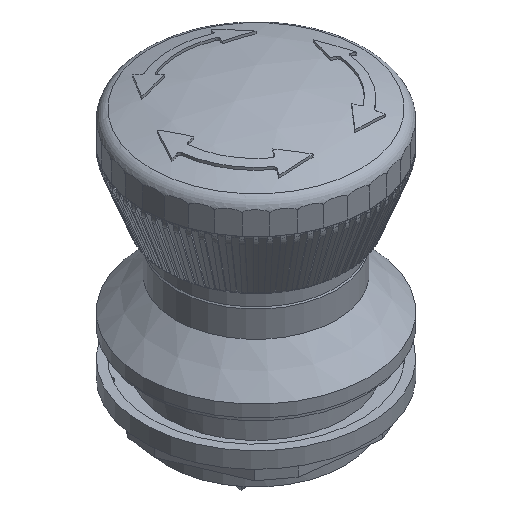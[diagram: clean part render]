
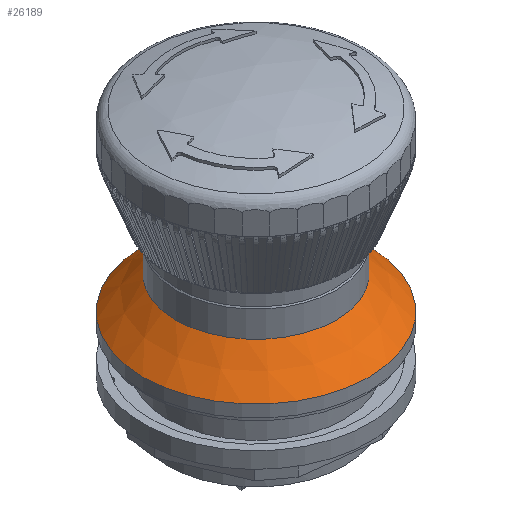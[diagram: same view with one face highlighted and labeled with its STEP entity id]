
A CAD part, isometric view. The second image highlights one B-rep face of the part: STEP entity #26189.
In plain terms, the highlighted conical face has half-angle 45 degrees and reference radius 11.963 mm.
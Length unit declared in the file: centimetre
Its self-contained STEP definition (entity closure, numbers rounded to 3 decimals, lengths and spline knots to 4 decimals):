
#610=CONICAL_SURFACE('',#28421,1.1962,45.);
#2197=CIRCLE('',#28420,0.9925);
#2198=CIRCLE('',#28422,1.4);
#2270=FACE_BOUND('',#4667,.T.);
#3161=FACE_OUTER_BOUND('',#4666,.T.);
#4666=EDGE_LOOP('',(#20932));
#4667=EDGE_LOOP('',(#20933));
#11323=VERTEX_POINT('',#45326);
#11324=VERTEX_POINT('',#45329);
#14720=EDGE_CURVE('',#11323,#11323,#2197,.T.);
#14721=EDGE_CURVE('',#11324,#11324,#2198,.T.);
#20932=ORIENTED_EDGE('',*,*,#14721,.F.);
#20933=ORIENTED_EDGE('',*,*,#14720,.T.);
#26189=ADVANCED_FACE('',(#3161,#2270),#610,.T.);
#28420=AXIS2_PLACEMENT_3D('',#45327,#32920,#32921);
#28421=AXIS2_PLACEMENT_3D('',#45328,#32922,#32923);
#28422=AXIS2_PLACEMENT_3D('',#45330,#32924,#32925);
#32920=DIRECTION('center_axis',(0.,0.,
-1.));
#32921=DIRECTION('ref_axis',(0.,-1.,0.));
#32922=DIRECTION('center_axis',(0.,0.,
-1.));
#32923=DIRECTION('ref_axis',(0.,-1.,0.));
#32924=DIRECTION('center_axis',(0.,0.,
-1.));
#32925=DIRECTION('ref_axis',(0.,-1.,0.));
#45326=CARTESIAN_POINT('',(-0.4,-3.1699,2.375));
#45327=CARTESIAN_POINT('Origin',(-0.4,-2.1774,2.375));
#45328=CARTESIAN_POINT('Origin',(-0.4,-2.1774,2.1712));
#45329=CARTESIAN_POINT('',(-0.4,-3.5774,1.9675));
#45330=CARTESIAN_POINT('Origin',(-0.4,-2.1774,1.9675));
